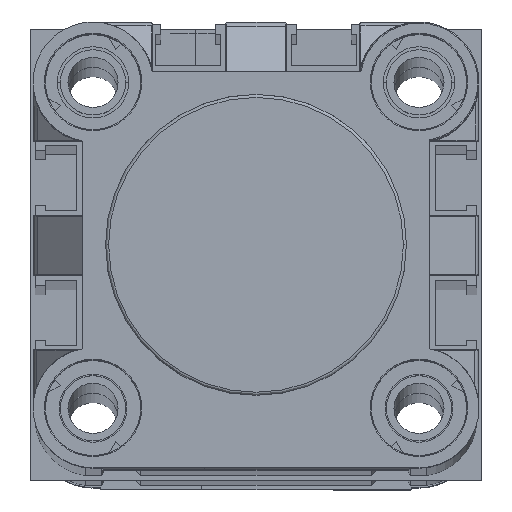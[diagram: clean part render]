
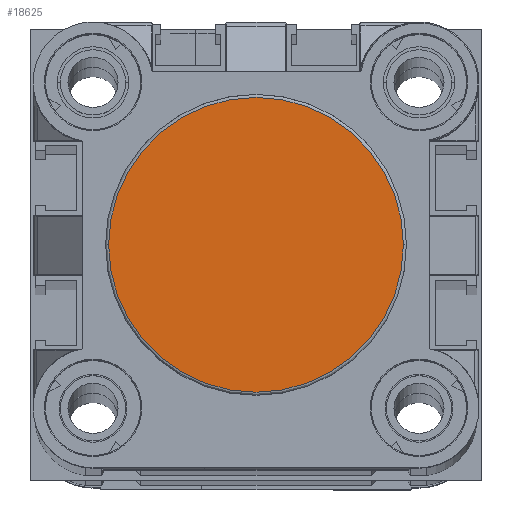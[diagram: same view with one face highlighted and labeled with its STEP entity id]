
A CAD part, top view. The second image highlights one B-rep face of the part: STEP entity #18625.
In plain terms, the highlighted planar face has unit normal (0, 0, 1).
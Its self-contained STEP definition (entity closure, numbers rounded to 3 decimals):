
#25 = VERTEX_POINT ( 'NONE', #28935 ) ;
#836 = CARTESIAN_POINT ( 'NONE',  ( 17.25, -17.25, 30. ) ) ;
#1323 = DIRECTION ( 'NONE',  ( 1., 0., 0. ) ) ;
#2878 = EDGE_CURVE ( 'NONE', #16780, #25, #10996, .T. ) ;
#3368 = DIRECTION ( 'NONE',  ( 1., 0., 0. ) ) ;
#7870 = AXIS2_PLACEMENT_3D ( 'NONE', #12491, #25108, #10067 ) ;
#10067 = DIRECTION ( 'NONE',  ( 1., 0., 0. ) ) ;
#10996 = CIRCLE ( 'NONE', #21427, 14.7 ) ;
#12491 = CARTESIAN_POINT ( 'NONE',  ( 17.25, -17.25, 30. ) ) ;
#15375 = AXIS2_PLACEMENT_3D ( 'NONE', #31389, #16382, #1323 ) ;
#16382 = DIRECTION ( 'NONE',  ( 0., 0., 1. ) ) ;
#16780 = VERTEX_POINT ( 'NONE', #32567 ) ;
#18402 = DIRECTION ( 'NONE',  ( 0., 0., 1. ) ) ;
#18625 = ADVANCED_FACE ( 'NONE', ( #21457 ), #22563, .T. ) ;
#21427 = AXIS2_PLACEMENT_3D ( 'NONE', #836, #18402, #3368 ) ;
#21457 = FACE_OUTER_BOUND ( 'NONE', #28667, .T. ) ;
#22563 = PLANE ( 'NONE',  #7870 ) ;
#23048 = ORIENTED_EDGE ( 'NONE', *, *, #2878, .T. ) ;
#24018 = ORIENTED_EDGE ( 'NONE', *, *, #26356, .T. ) ;
#25090 = CIRCLE ( 'NONE', #15375, 14.7 ) ;
#25108 = DIRECTION ( 'NONE',  ( 0., 0., 1. ) ) ;
#26356 = EDGE_CURVE ( 'NONE', #25, #16780, #25090, .T. ) ;
#28667 = EDGE_LOOP ( 'NONE', ( #23048, #24018 ) ) ;
#28935 = CARTESIAN_POINT ( 'NONE',  ( 2.55, -17.25, 30. ) ) ;
#31389 = CARTESIAN_POINT ( 'NONE',  ( 17.25, -17.25, 30. ) ) ;
#32567 = CARTESIAN_POINT ( 'NONE',  ( 31.95, -17.25, 30. ) ) ;
